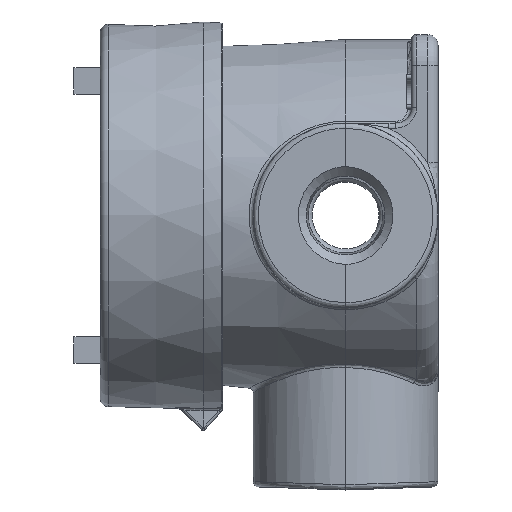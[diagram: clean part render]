
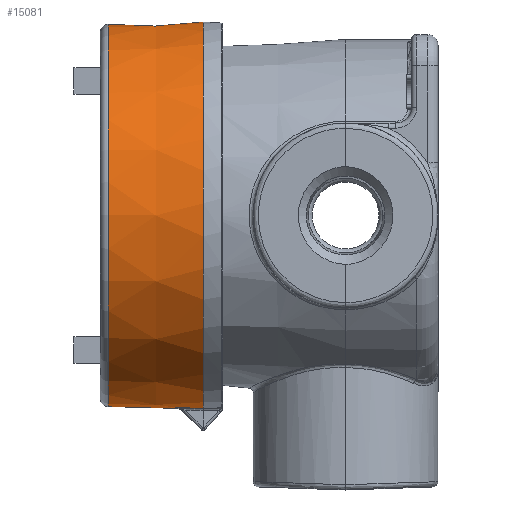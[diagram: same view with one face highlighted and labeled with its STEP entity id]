
A CAD part, left-side view. The second image highlights one B-rep face of the part: STEP entity #15081.
In plain terms, the highlighted conical face has half-angle 1.5 degrees and reference radius 58.214 mm.
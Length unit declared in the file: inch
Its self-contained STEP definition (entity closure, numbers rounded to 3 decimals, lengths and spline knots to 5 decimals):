
#2058=LINE('',#51508,#3384);
#3384=VECTOR('',#19397,2.29188);
#3434=CONICAL_SURFACE('',#16139,2.29188,0.026);
#4236=FACE_OUTER_BOUND('',#5148,.T.);
#5148=EDGE_LOOP('',(#13794,#13795,#13796,#13797,#13798,#13799,#13800,#13801));
#5653=B_SPLINE_CURVE_WITH_KNOTS('',3,(#51490,#51491,#51492,#51493,#51494,
#51495,#51496,#51497,#51498,#51499),.UNSPECIFIED.,.F.,.F.,(4,2,2,2,4),(0.,
0.25,0.5,0.75,1.),.UNSPECIFIED.);
#5654=B_SPLINE_CURVE_WITH_KNOTS('',3,(#51501,#51502,#51503,#51504),
 .UNSPECIFIED.,.F.,.F.,(4,4),(0.,1.),.UNSPECIFIED.);
#5655=B_SPLINE_CURVE_WITH_KNOTS('',3,(#51512,#51513,#51514,#51515),
 .UNSPECIFIED.,.F.,.F.,(4,4),(0.,1.),.UNSPECIFIED.);
#5982=CIRCLE('',#16140,2.29188);
#5983=CIRCLE('',#16141,2.26235);
#5984=CIRCLE('',#16142,2.29188);
#7362=VERTEX_POINT('',#51488);
#7363=VERTEX_POINT('',#51489);
#7364=VERTEX_POINT('',#51500);
#7365=VERTEX_POINT('',#51505);
#7366=VERTEX_POINT('',#51507);
#7367=VERTEX_POINT('',#51510);
#9518=EDGE_CURVE('',#7362,#7363,#5653,.T.);
#9519=EDGE_CURVE('',#7363,#7364,#5654,.T.);
#9520=EDGE_CURVE('',#7364,#7365,#5982,.F.);
#9521=EDGE_CURVE('',#7365,#7366,#2058,.T.);
#9522=EDGE_CURVE('',#7366,#7366,#5983,.T.);
#9523=EDGE_CURVE('',#7365,#7367,#5984,.F.);
#9524=EDGE_CURVE('',#7367,#7362,#5655,.T.);
#13794=ORIENTED_EDGE('',*,*,#9518,.T.);
#13795=ORIENTED_EDGE('',*,*,#9519,.T.);
#13796=ORIENTED_EDGE('',*,*,#9520,.T.);
#13797=ORIENTED_EDGE('',*,*,#9521,.T.);
#13798=ORIENTED_EDGE('',*,*,#9522,.T.);
#13799=ORIENTED_EDGE('',*,*,#9521,.F.);
#13800=ORIENTED_EDGE('',*,*,#9523,.T.);
#13801=ORIENTED_EDGE('',*,*,#9524,.T.);
#15081=ADVANCED_FACE('',(#4236),#3434,.T.);
#16139=AXIS2_PLACEMENT_3D('',#51487,#19393,#19394);
#16140=AXIS2_PLACEMENT_3D('',#51506,#19395,#19396);
#16141=AXIS2_PLACEMENT_3D('',#51509,#19398,#19399);
#16142=AXIS2_PLACEMENT_3D('',#51511,#19400,#19401);
#19393=DIRECTION('center_axis',(0.,0.,-1.));
#19394=DIRECTION('ref_axis',(1.,0.,0.));
#19395=DIRECTION('center_axis',(0.,0.,-1.));
#19396=DIRECTION('ref_axis',(0.094,-0.996,0.));
#19397=DIRECTION('',(0.026,0.,1.));
#19398=DIRECTION('center_axis',(0.,0.,-1.));
#19399=DIRECTION('ref_axis',(-1.,0.,0.));
#19400=DIRECTION('center_axis',(0.,0.,-1.));
#19401=DIRECTION('ref_axis',(0.094,-0.996,0.));
#51487=CARTESIAN_POINT('Origin',(0.,0.,0.25));
#51488=CARTESIAN_POINT('',(-0.20732,-2.27386,0.57789));
#51489=CARTESIAN_POINT('',(0.20732,-2.27386,0.57789));
#51490=CARTESIAN_POINT('Ctrl Pts',(-0.20732,-2.27386,
0.57789));
#51491=CARTESIAN_POINT('Ctrl Pts',(-0.17295,-2.27708,
0.57453));
#51492=CARTESIAN_POINT('Ctrl Pts',(-0.13826,-2.27952,
0.57199));
#51493=CARTESIAN_POINT('Ctrl Pts',(-0.06895,-2.28275,
0.56862));
#51494=CARTESIAN_POINT('Ctrl Pts',(-0.03423,-2.28356,
0.56778));
#51495=CARTESIAN_POINT('Ctrl Pts',(0.03531,-2.28355,
0.56779));
#51496=CARTESIAN_POINT('Ctrl Pts',(0.07008,-2.28272,
0.56866));
#51497=CARTESIAN_POINT('Ctrl Pts',(0.13902,-2.27947,
0.57204));
#51498=CARTESIAN_POINT('Ctrl Pts',(0.17327,-2.27705,
0.57457));
#51499=CARTESIAN_POINT('Ctrl Pts',(0.20732,-2.27386,
0.57789));
#51500=CARTESIAN_POINT('',(0.2158,-2.28169,0.25));
#51501=CARTESIAN_POINT('Ctrl Pts',(0.20732,-2.27386,
0.57789));
#51502=CARTESIAN_POINT('Ctrl Pts',(0.21014,-2.27647,
0.4686));
#51503=CARTESIAN_POINT('Ctrl Pts',(0.21297,-2.27909,
0.3593));
#51504=CARTESIAN_POINT('Ctrl Pts',(0.2158,-2.28169,
0.25));
#51505=CARTESIAN_POINT('',(-2.29188,0.,0.25));
#51506=CARTESIAN_POINT('Origin',(0.,0.,
0.25));
#51507=CARTESIAN_POINT('',(-2.26235,0.,1.37745));
#51508=CARTESIAN_POINT('',(-2.29188,0.,0.25));
#51509=CARTESIAN_POINT('Origin',(0.,0.,1.37745));
#51510=CARTESIAN_POINT('',(-0.2158,-2.28169,0.25));
#51511=CARTESIAN_POINT('Origin',(0.,0.,
0.25));
#51512=CARTESIAN_POINT('Ctrl Pts',(-0.2158,-2.28169,
0.25));
#51513=CARTESIAN_POINT('Ctrl Pts',(-0.21297,-2.27909,
0.3593));
#51514=CARTESIAN_POINT('Ctrl Pts',(-0.21014,-2.27647,
0.4686));
#51515=CARTESIAN_POINT('Ctrl Pts',(-0.20732,-2.27386,
0.57789));
